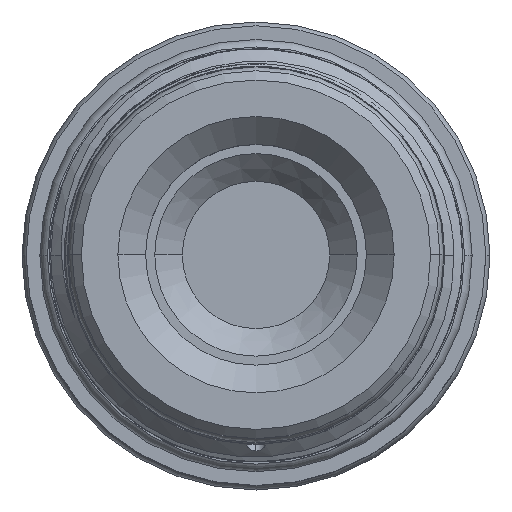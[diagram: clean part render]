
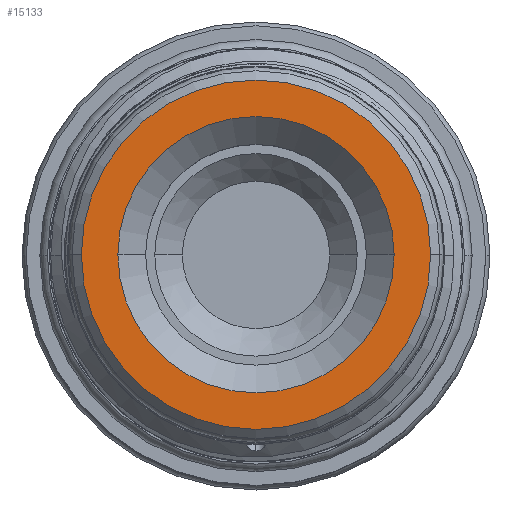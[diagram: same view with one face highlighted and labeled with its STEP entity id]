
A CAD part, top view. The second image highlights one B-rep face of the part: STEP entity #15133.
In plain terms, the highlighted planar face has unit normal (0, 0, 1).
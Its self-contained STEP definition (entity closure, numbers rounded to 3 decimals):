
#1067 = DIRECTION ( 'NONE',  ( 0., 0., -1. ) ) ;
#2053 = CARTESIAN_POINT ( 'NONE',  ( -11.925, 0., 13.677 ) ) ;
#3733 = DIRECTION ( 'NONE',  ( -1., 0., 0. ) ) ;
#4457 = ORIENTED_EDGE ( 'NONE', *, *, #4874, .F. ) ;
#4874 = EDGE_CURVE ( 'NONE', #13778, #6216, #15633, .T. ) ;
#5058 = CARTESIAN_POINT ( 'NONE',  ( 0., 0., 13.677 ) ) ;
#5364 = ORIENTED_EDGE ( 'NONE', *, *, #7641, .F. ) ;
#5460 = DIRECTION ( 'NONE',  ( 1., 0., 0. ) ) ;
#5722 = EDGE_LOOP ( 'NONE', ( #5364, #13678 ) ) ;
#6216 = VERTEX_POINT ( 'NONE', #10018 ) ;
#6534 = DIRECTION ( 'NONE',  ( 0., 0., 1. ) ) ;
#6765 = EDGE_CURVE ( 'NONE', #11529, #7776, #17190, .T. ) ;
#7099 = DIRECTION ( 'NONE',  ( 1., 0., 0. ) ) ;
#7234 = CARTESIAN_POINT ( 'NONE',  ( 0., 0., 13.677 ) ) ;
#7641 = EDGE_CURVE ( 'NONE', #7776, #11529, #7723, .T. ) ;
#7723 = CIRCLE ( 'NONE', #14020, 11.925 ) ;
#7776 = VERTEX_POINT ( 'NONE', #8746 ) ;
#8736 = CIRCLE ( 'NONE', #11870, 15.075 ) ;
#8746 = CARTESIAN_POINT ( 'NONE',  ( 11.925, 0., 13.677 ) ) ;
#10018 = CARTESIAN_POINT ( 'NONE',  ( -15.075, 0., 13.677 ) ) ;
#10170 = DIRECTION ( 'NONE',  ( 0., 0., 1. ) ) ;
#11282 = DIRECTION ( 'NONE',  ( 0., 0., -1. ) ) ;
#11529 = VERTEX_POINT ( 'NONE', #2053 ) ;
#11556 = DIRECTION ( 'NONE',  ( -1., 0., 0. ) ) ;
#11870 = AXIS2_PLACEMENT_3D ( 'NONE', #14173, #11282, #3733 ) ;
#12678 = FACE_OUTER_BOUND ( 'NONE', #17096, .T. ) ;
#13250 = AXIS2_PLACEMENT_3D ( 'NONE', #15825, #1067, #11556 ) ;
#13567 = FACE_BOUND ( 'NONE', #5722, .T. ) ;
#13678 = ORIENTED_EDGE ( 'NONE', *, *, #6765, .F. ) ;
#13778 = VERTEX_POINT ( 'NONE', #14512 ) ;
#14020 = AXIS2_PLACEMENT_3D ( 'NONE', #7234, #10170, #7099 ) ;
#14078 = PLANE ( 'NONE',  #14941 ) ;
#14173 = CARTESIAN_POINT ( 'NONE',  ( 0., 0., 13.677 ) ) ;
#14338 = DIRECTION ( 'NONE',  ( 0., 0., 1. ) ) ;
#14512 = CARTESIAN_POINT ( 'NONE',  ( 15.075, 0., 13.677 ) ) ;
#14941 = AXIS2_PLACEMENT_3D ( 'NONE', #18696, #14338, #5460 ) ;
#15133 = ADVANCED_FACE ( 'NONE', ( #12678, #13567 ), #14078, .T. ) ;
#15633 = CIRCLE ( 'NONE', #13250, 15.075 ) ;
#15825 = CARTESIAN_POINT ( 'NONE',  ( 0., 0., 13.677 ) ) ;
#15999 = ORIENTED_EDGE ( 'NONE', *, *, #16478, .F. ) ;
#16452 = AXIS2_PLACEMENT_3D ( 'NONE', #5058, #6534, #16880 ) ;
#16478 = EDGE_CURVE ( 'NONE', #6216, #13778, #8736, .T. ) ;
#16880 = DIRECTION ( 'NONE',  ( 1., 0., 0. ) ) ;
#17096 = EDGE_LOOP ( 'NONE', ( #15999, #4457 ) ) ;
#17190 = CIRCLE ( 'NONE', #16452, 11.925 ) ;
#18696 = CARTESIAN_POINT ( 'NONE',  ( -15.075, 0., 13.677 ) ) ;
